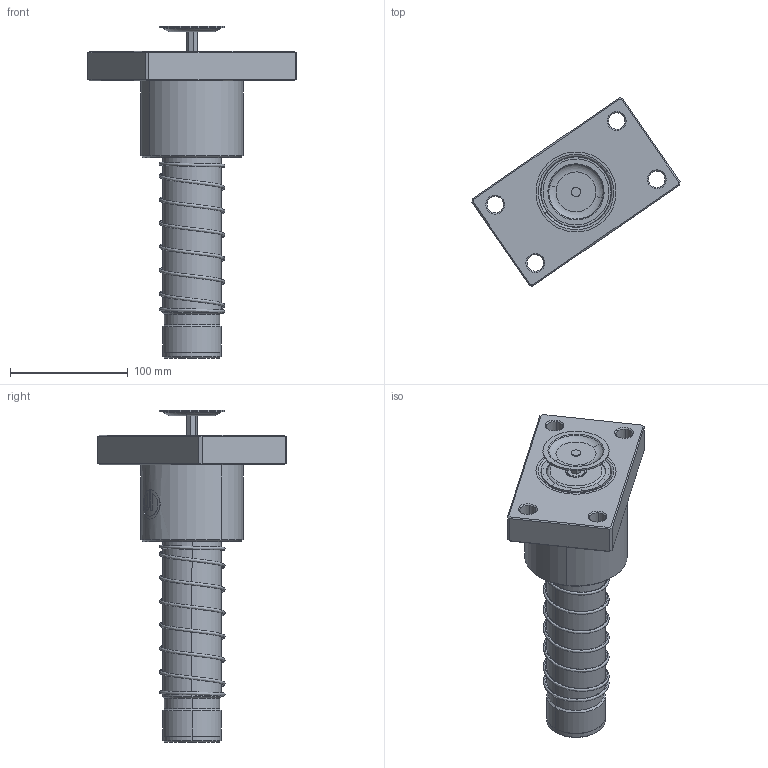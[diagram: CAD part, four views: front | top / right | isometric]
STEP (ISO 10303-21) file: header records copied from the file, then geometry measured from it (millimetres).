
FILE_DESCRIPTION (( 'STEP AP214' ), '1' );
FILE_NAME ('FMJ FMS-D50-L260.STEP', '2021-09-18T03:48:54', ( '' ), ( '' ), 'SwSTEP 2.0', 'SolidWorks 2016', '' );
FILE_SCHEMA (( 'AUTOMOTIVE_DESIGN' ));
Length unit declared in the file: millimetre
Products named in the file (244): BALL-D5; MGM-D50-L260; GTM-M16蹟簽 -; SAB-50-1; GTM-56; GTM-56郪蚾; BJ BS-D59.5-50.5-L90; FMJ FMS-D50-L260; HWP-D55.7-50.5-L120; GTM-3-縐种; SAB-50; BJ BS-59.5-50.5-L90郪蚾
Assembly tree (236 placements, depth 3):
  BALL-D5
  BALL-D5
  BALL-D5
  BALL-D5
  BALL-D5
Bounding box: 176.43 x 159.78 x 281.52 mm (x, y, z)
Volume: 1043982.4 mm3; surface area: 240172.6 mm2
Topology: 228 solids, 228 shells, 1075 faces, 4445 edges, 2954 vertices
Faces by surface type: sphere 880, plane 68, cylinder 60, cone 34, bspline 21, torus 12
Entity records: 49843 total; most frequent: CARTESIAN_POINT 29186, ORIENTED_EDGE 3588, DIRECTION 3143, EDGE_CURVE 1794, AXIS2_PLACEMENT_3D 1464, VERTEX_POINT 1174, EDGE_LOOP 1094, B_SPLINE_CURVE_WITH_KNOTS 956
